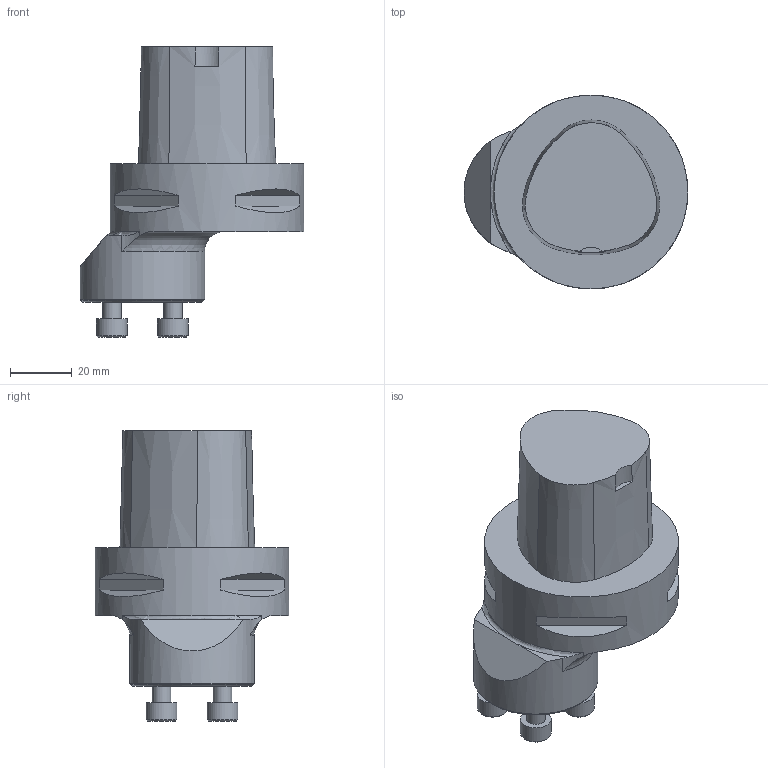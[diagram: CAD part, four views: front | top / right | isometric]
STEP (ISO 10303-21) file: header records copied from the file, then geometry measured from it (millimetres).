
FILE_DESCRIPTION(/* description */ (''),/* implementation_level */ '2;1');
FILE_NAME(/* name */ '1524228310635.stp',/* time_stamp */ '2018-04-20T14:45:19+02:00',/* author */ (''),/* organization */ ('SMS'),/* preprocessor_version */ 'ST-DEVELOPER v15',/* originating_system */ 'SIEMENS PLM Software NX 8.5',/* authorisation */ '');
FILE_SCHEMA (('AUTOMOTIVE_DESIGN { 1 0 10303 214 3 1 1 1 }'));
Length unit declared in the file: millimetre
Products named in the file (1): 201594668mod000_00
Bounding box: 72.75 x 63 x 94.32 mm (x, y, z)
Volume: 153227.7 mm3; surface area: 20602.9 mm2
Topology: 1 solids, 1 shells, 56 faces, 121 edges, 84 vertices
Faces by surface type: plane 29, cylinder 14, cone 11, torus 2
Full cylindrical faces by diameter (mm): 6 x4, 10 x4, 40 x1, 40.5 x1, 63 x1
Entity records: 1479 total; most frequent: DIRECTION 268, CARTESIAN_POINT 260, ORIENTED_EDGE 194, AXIS2_PLACEMENT_3D 120, EDGE_CURVE 97, EDGE_LOOP 86, VERTEX_POINT 73, ADVANCED_FACE 56
